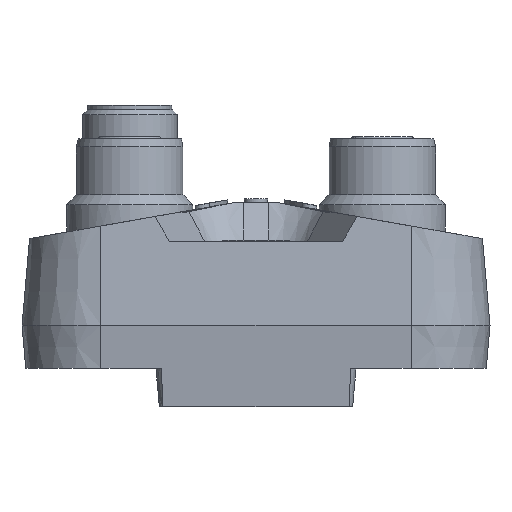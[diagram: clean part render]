
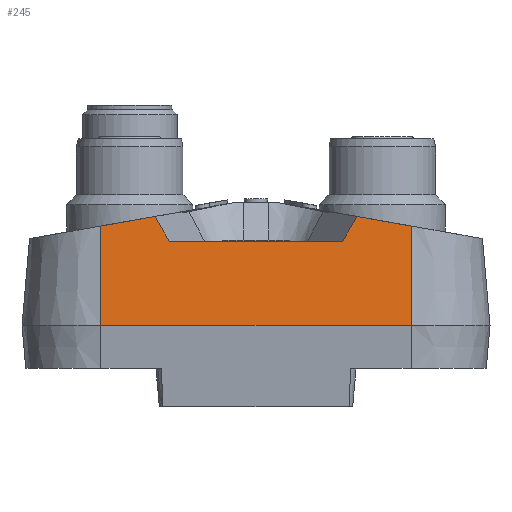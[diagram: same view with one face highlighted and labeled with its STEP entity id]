
A CAD part, front view. The second image highlights one B-rep face of the part: STEP entity #245.
In plain terms, the highlighted planar face has unit normal (0, -0.996, 0.087).
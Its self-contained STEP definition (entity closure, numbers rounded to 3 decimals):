
#245 = ADVANCED_FACE( '', ( #742 ), #743, .T. );
#742 = FACE_OUTER_BOUND( '', #1418, .T. );
#743 = PLANE( '', #1419 );
#1418 = EDGE_LOOP( '', ( #3007, #3008, #3009, #3010, #3011, #3012, #3013, #3014 ) );
#1419 = AXIS2_PLACEMENT_3D( '', #3015, #3016, #3017 );
#3007 = ORIENTED_EDGE( '', *, *, #3990, .F. );
#3008 = ORIENTED_EDGE( '', *, *, #4227, .F. );
#3009 = ORIENTED_EDGE( '', *, *, #4230, .T. );
#3010 = ORIENTED_EDGE( '', *, *, #4043, .T. );
#3011 = ORIENTED_EDGE( '', *, *, #4231, .F. );
#3012 = ORIENTED_EDGE( '', *, *, #3898, .F. );
#3013 = ORIENTED_EDGE( '', *, *, #3995, .F. );
#3014 = ORIENTED_EDGE( '', *, *, #3984, .F. );
#3015 = CARTESIAN_POINT( '', ( -19.65, 0., 0. ) );
#3016 = DIRECTION( '', ( 0., -0.996, 0.087 ) );
#3017 = DIRECTION( '', ( 0., -0.087, -0.996 ) );
#3898 = EDGE_CURVE( '', #4605, #4607, #4608, .F. );
#3984 = EDGE_CURVE( '', #4771, #4772, #4773, .F. );
#3990 = EDGE_CURVE( '', #4783, #4771, #4784, .F. );
#3995 = EDGE_CURVE( '', #4772, #4605, #4792, .F. );
#4043 = EDGE_CURVE( '', #4867, #4874, #4876, .T. );
#4227 = EDGE_CURVE( '', #5158, #4783, #5159, .F. );
#4230 = EDGE_CURVE( '', #5158, #4867, #5163, .T. );
#4231 = EDGE_CURVE( '', #4607, #4874, #5164, .T. );
#4605 = VERTEX_POINT( '', #5741 );
#4607 = VERTEX_POINT( '', #5744 );
#4608 = LINE( '', #5745, #5746 );
#4771 = VERTEX_POINT( '', #5942 );
#4772 = VERTEX_POINT( '', #5943 );
#4773 = LINE( '', #5944, #5945 );
#4783 = VERTEX_POINT( '', #5958 );
#4784 = LINE( '', #5959, #5960 );
#4792 = LINE( '', #5972, #5973 );
#4867 = VERTEX_POINT( '', #6081 );
#4874 = VERTEX_POINT( '', #6096 );
#4876 = LINE( '', #6099, #6100 );
#5158 = VERTEX_POINT( '', #6500 );
#5159 = LINE( '', #6501, #6502 );
#5163 = LINE( '', #6507, #6508 );
#5164 = LINE( '', #6509, #6510 );
#5741 = CARTESIAN_POINT( '', ( 12.816, 1.205, 13.775 ) );
#5744 = CARTESIAN_POINT( '', ( 19.65, 1.1, 12.57 ) );
#5745 = CARTESIAN_POINT( '', ( -16.291, 1.654, 18.907 ) );
#5746 = VECTOR( '', #6992, 1000. );
#5942 = CARTESIAN_POINT( '', ( -10.98, 0.932, 10.65 ) );
#5943 = CARTESIAN_POINT( '', ( 10.98, 0.932, 10.65 ) );
#5944 = CARTESIAN_POINT( '', ( -19.65, 0.932, 10.65 ) );
#5945 = VECTOR( '', #7182, 1000. );
#5958 = CARTESIAN_POINT( '', ( -12.816, 1.205, 13.775 ) );
#5959 = CARTESIAN_POINT( '', ( -8.531, 0.567, 6.481 ) );
#5960 = VECTOR( '', #7192, 1000. );
#5972 = CARTESIAN_POINT( '', ( -1.492, -0.926, -10.584 ) );
#5973 = VECTOR( '', #7197, 1000. );
#6081 = CARTESIAN_POINT( '', ( -19.65, 0., 0. ) );
#6096 = CARTESIAN_POINT( '', ( 19.65, 0., 0. ) );
#6099 = CARTESIAN_POINT( '', ( -19.65, 0., 0. ) );
#6100 = VECTOR( '', #7273, 1000. );
#6500 = CARTESIAN_POINT( '', ( -19.65, 1.1, 12.57 ) );
#6501 = CARTESIAN_POINT( '', ( -21.816, 1.066, 12.188 ) );
#6502 = VECTOR( '', #7605, 1000. );
#6507 = CARTESIAN_POINT( '', ( -19.65, 0., 0. ) );
#6508 = VECTOR( '', #7610, 1000. );
#6509 = CARTESIAN_POINT( '', ( 19.65, 0., 0. ) );
#6510 = VECTOR( '', #7611, 1000. );
#6992 = DIRECTION( '', ( -0.985, 0.015, 0.174 ) );
#7182 = DIRECTION( '', ( -1., 0., 0. ) );
#7192 = DIRECTION( '', ( -0.505, 0.075, 0.86 ) );
#7197 = DIRECTION( '', ( -0.505, -0.075, -0.86 ) );
#7273 = DIRECTION( '', ( 1., 0., 0. ) );
#7605 = DIRECTION( '', ( -0.985, -0.015, -0.174 ) );
#7610 = DIRECTION( '', ( 0., -0.087, -0.996 ) );
#7611 = DIRECTION( '', ( 0., -0.087, -0.996 ) );
